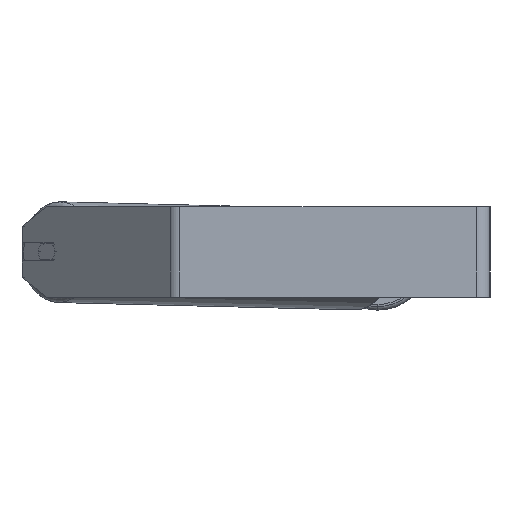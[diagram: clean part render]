
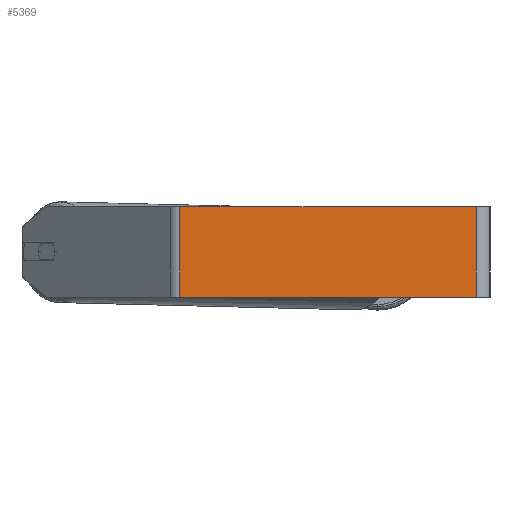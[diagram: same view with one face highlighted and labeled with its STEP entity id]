
A CAD part, left-side view. The second image highlights one B-rep face of the part: STEP entity #5369.
In plain terms, the highlighted planar face has unit normal (-1, 0, 0).
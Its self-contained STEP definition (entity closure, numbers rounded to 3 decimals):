
#1203 = DIRECTION ( 'NONE',  ( 0., 0., -1. ) ) ;
#1534 = CARTESIAN_POINT ( 'NONE',  ( -620., 274.029, 40. ) ) ;
#1785 = DIRECTION ( 'NONE',  ( 0., -1., 0. ) ) ;
#1951 = EDGE_CURVE ( 'NONE', #6264, #8202, #3896, .T. ) ;
#2331 = VERTEX_POINT ( 'NONE', #6242 ) ;
#2391 = LINE ( 'NONE', #7788, #6065 ) ;
#2413 = DIRECTION ( 'NONE',  ( 0., 0., -1. ) ) ;
#2631 = VECTOR ( 'NONE', #4460, 1000. ) ;
#2743 = EDGE_CURVE ( 'NONE', #2331, #7011, #5045, .T. ) ;
#3107 = VECTOR ( 'NONE', #1203, 1000. ) ;
#3523 = EDGE_LOOP ( 'NONE', ( #6201, #4570, #7456, #6724 ) ) ;
#3896 = LINE ( 'NONE', #7391, #3107 ) ;
#4206 = DIRECTION ( 'NONE',  ( 0., 0., -1. ) ) ;
#4422 = CARTESIAN_POINT ( 'NONE',  ( -620., 12., -40. ) ) ;
#4460 = DIRECTION ( 'NONE',  ( 0., -1., 0. ) ) ;
#4515 = CARTESIAN_POINT ( 'NONE',  ( -620., 12., 40. ) ) ;
#4545 = CARTESIAN_POINT ( 'NONE',  ( -620., 278.999, 40. ) ) ;
#4570 = ORIENTED_EDGE ( 'NONE', *, *, #1951, .F. ) ;
#4796 = VECTOR ( 'NONE', #4206, 1000. ) ;
#5045 = LINE ( 'NONE', #1534, #4796 ) ;
#5054 = FACE_OUTER_BOUND ( 'NONE', #3523, .T. ) ;
#5369 = ADVANCED_FACE ( 'NONE', ( #5054 ), #5769, .F. ) ;
#5769 = PLANE ( 'NONE',  #6982 ) ;
#5924 = CARTESIAN_POINT ( 'NONE',  ( -620., 274.029, -40. ) ) ;
#6065 = VECTOR ( 'NONE', #1785, 1000. ) ;
#6201 = ORIENTED_EDGE ( 'NONE', *, *, #8722, .T. ) ;
#6242 = CARTESIAN_POINT ( 'NONE',  ( -620., 274.029, 40. ) ) ;
#6264 = VERTEX_POINT ( 'NONE', #4515 ) ;
#6537 = CARTESIAN_POINT ( 'NONE',  ( -620., 278.999, 40. ) ) ;
#6724 = ORIENTED_EDGE ( 'NONE', *, *, #2743, .T. ) ;
#6982 = AXIS2_PLACEMENT_3D ( 'NONE', #6537, #8566, #2413 ) ;
#7011 = VERTEX_POINT ( 'NONE', #5924 ) ;
#7298 = LINE ( 'NONE', #4545, #2631 ) ;
#7391 = CARTESIAN_POINT ( 'NONE',  ( -620., 12., 40. ) ) ;
#7456 = ORIENTED_EDGE ( 'NONE', *, *, #7638, .F. ) ;
#7638 = EDGE_CURVE ( 'NONE', #2331, #6264, #7298, .T. ) ;
#7788 = CARTESIAN_POINT ( 'NONE',  ( -620., 278.999, -40. ) ) ;
#8202 = VERTEX_POINT ( 'NONE', #4422 ) ;
#8566 = DIRECTION ( 'NONE',  ( 1., 0., 0. ) ) ;
#8722 = EDGE_CURVE ( 'NONE', #7011, #8202, #2391, .T. ) ;
